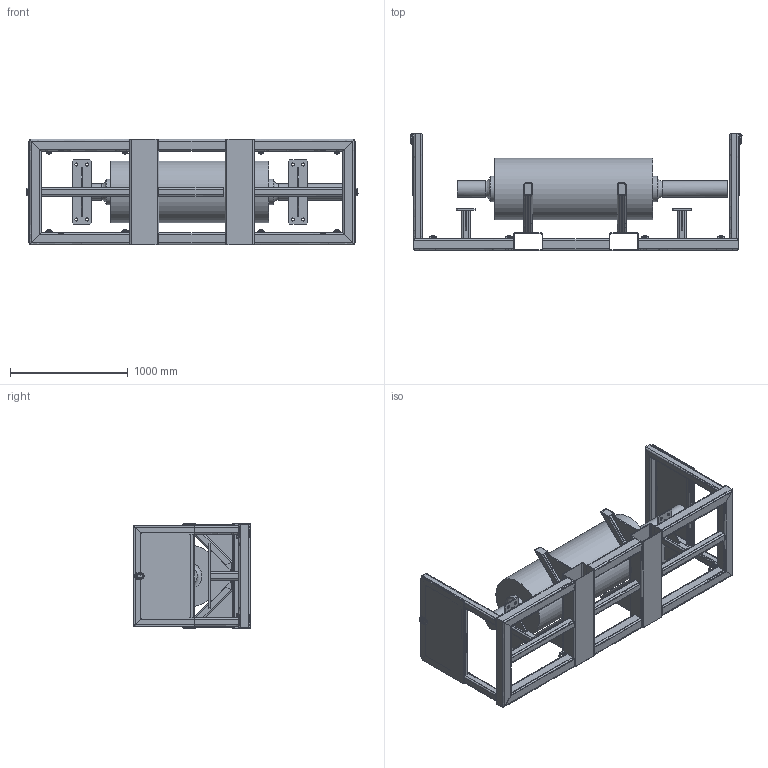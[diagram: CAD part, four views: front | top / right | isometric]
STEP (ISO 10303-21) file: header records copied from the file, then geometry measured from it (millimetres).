
FILE_DESCRIPTION(('FreeCAD Model'),'2;1');
FILE_NAME('Open CASCADE Shape Model','2025-05-03T10:11:03',('FreeCAD'),( 'FreeCAD'),'Open CASCADE STEP processor 7.6','FreeCAD','Unknown');
FILE_SCHEMA(('AUTOMOTIVE_DESIGN { 1 0 10303 214 1 1 1 1 }'));
Products named in the file (1): Open CASCADE STEP translator 7.6 1
Bounding box: 2820.05 x 993.5 x 894.15 mm (x, y, z)
Volume: 356957951.3 mm3; surface area: 18514556.9 mm2
Topology: 76 solids, 76 shells, 5985 faces, 15743 edges, 10102 vertices
Faces by surface type: bspline 5985
Entity records: 461329 total; most frequent: CARTESIAN_POINT 371907, ORIENTED_EDGE 31486, EDGE_CURVE 15743, VERTEX_POINT 10102, B_SPLINE_CURVE_WITH_KNOTS 9535, FACE_BOUND 6271, EDGE_LOOP 6271, ADVANCED_FACE 5985
